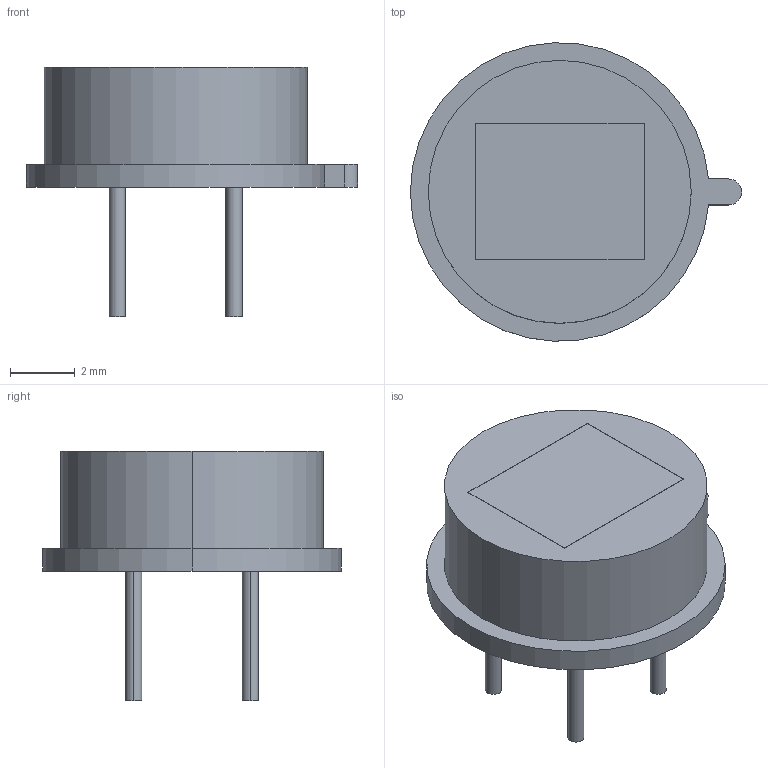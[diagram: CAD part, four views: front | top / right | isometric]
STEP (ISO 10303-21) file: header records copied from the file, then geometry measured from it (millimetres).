
FILE_DESCRIPTION (( 'STEP AP214' ), '1' );
FILE_NAME ('Pyreos.STEP', '2021-06-07T11:20:23', ( '' ), ( '' ), 'SwSTEP 2.0', 'SolidWorks 2019', '' );
FILE_SCHEMA (( 'AUTOMOTIVE_DESIGN' ));
Length unit declared in the file: millimetre
Products named in the file (1): Pyreos
Bounding box: 10.2 x 9.19 x 7.7 mm (x, y, z)
Volume: 204.6 mm3; surface area: 257.5 mm2
Topology: 1 solids, 1 shells, 27 faces, 57 edges, 38 vertices
Faces by surface type: plane 14, cylinder 13
Entity records: 1013 total; most frequent: DIRECTION 139, CARTESIAN_POINT 123, ORIENTED_EDGE 114, EDGE_CURVE 57, AXIS2_PLACEMENT_3D 54, VERTEX_POINT 38, EDGE_LOOP 33, VECTOR 31
